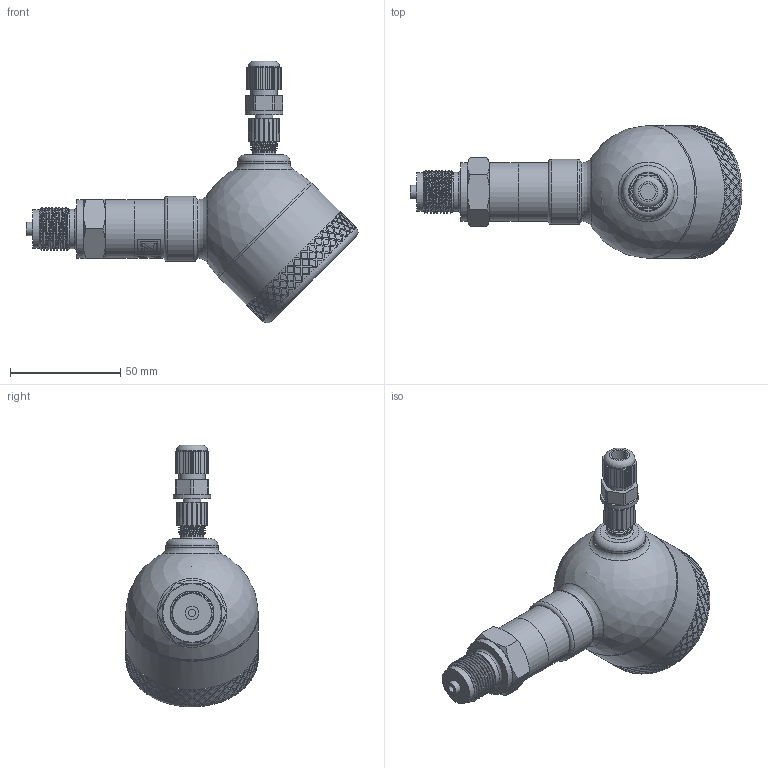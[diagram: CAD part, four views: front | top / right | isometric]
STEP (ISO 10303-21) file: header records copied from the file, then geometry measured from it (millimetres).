
FILE_DESCRIPTION(/* description */ (''),/* implementation_level */ '2;1');
FILE_NAME(/* name */ 'APZ3230FH_2_M12x1-angstraightsplay.step',/* time_stamp */ '2021-06-30T15:46:28+03:00',/* author */ (''),/* organization */ (''),/* preprocessor_version */ 'ST-DEVELOPER v18.1',/* originating_system */ 'Autodesk Translation Framework v10.9.0.1377',/* authorisation */ '');
FILE_SCHEMA (('AUTOMOTIVE_DESIGN { 1 0 10303 214 3 1 1 }'));
Length unit declared in the file: millimetre
Products named in the file (8): Полевой корпус 
3420 3421 3230 заполненный; M20x1,5 EN; FieldHousing Assembly v16; main body; Дисплей; Крышка для 
дисплея; Адаптер М12х1; M12x1 female straight v9
Assembly tree (7 placements, depth 3):
  Полевой корпус 
3420 3421 3230 заполненный
    M20x1,5 EN
    FieldHousing Assembly v16
      main body
      Дисплей
      Крышка для 
дисплея
      Адаптер М12х1
      M12x1 female straight v9
Bounding box: 150.38 x 60.1 x 118.64 mm (x, y, z)
Volume: 178988.6 mm3; surface area: 51938.3 mm2
Topology: 15 solids, 15 shells, 1742 faces, 4433 edges, 2927 vertices
Faces by surface type: bspline 968, plane 372, cylinder 333, cone 46, torus 20, sphere 3
Full cylindrical faces by diameter (mm): 1 x4, 3.3 x1, 5 x4, 6 x1, 7.3 x1, 8 x3, 9.3 x1, 10.293 x1, 10.5 x2, 10.741 x7, 11.884 x6, 12 x1, 14 x1, 17 x1, 17.5 x1, 17.8 x1, 18.137 x8, 19.7 x1, 19.85 x7, 21.6 x1, 22.4 x1, 23.6 x1, 24.5 x2, 26.5 x3, 29.5 x1, 41 x3, 46 x2, 52.5 x1, 57.2 x1, 60 x2
Entity records: 70703 total; most frequent: CARTESIAN_POINT 36113, ORIENTED_EDGE 8864, EDGE_CURVE 4432, DIRECTION 3815, VERTEX_POINT 2927, B_SPLINE_CURVE_WITH_KNOTS 2734, EDGE_LOOP 1985, FACE_OUTER_BOUND 1742
